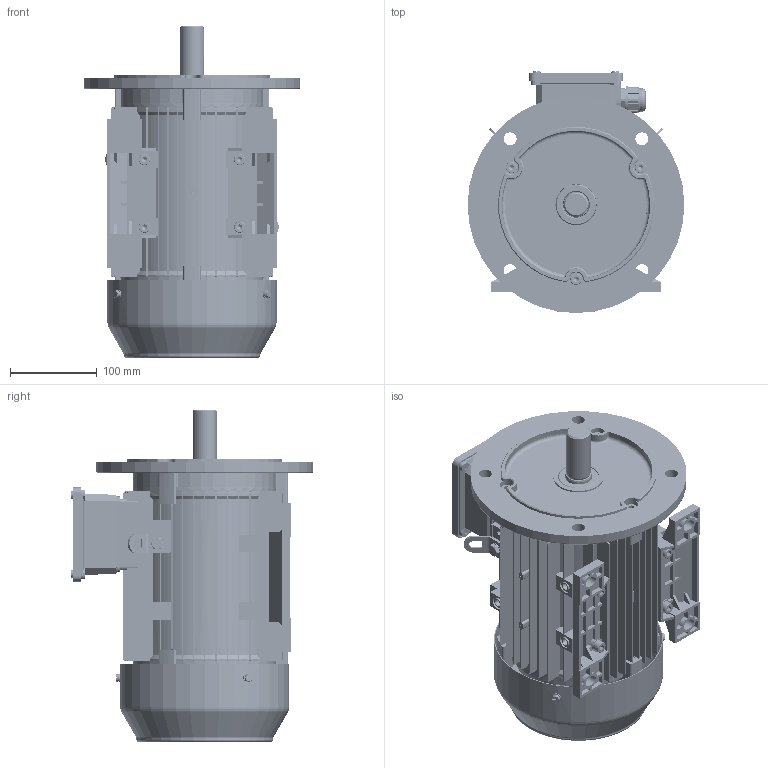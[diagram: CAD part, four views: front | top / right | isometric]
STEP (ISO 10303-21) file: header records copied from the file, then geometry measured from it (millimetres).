
FILE_DESCRIPTION(/* description */ (''),/* implementation_level */ '2;1');
FILE_NAME(/* name */ 'JL-100-B35.stp',/* time_stamp */ '2018-12-30T14:36:28+08:00',/* author */ (''),/* organization */ (''),/* preprocessor_version */ 'ST-DEVELOPER v16.7',/* originating_system */ 'SIEMENS PLM Software NX 12.0',/* authorisation */ '');
FILE_SCHEMA (('AP203_CONFIGURATION_CONTROLLED_3D_DESIGN_OF_MECHANICAL_PARTS_AND_ASSEMBLIES_MIM_LF { 1 0 10303 403 2 1 2}'));
Products named in the file (1): JL-100-B35
Bounding box: 250 x 279.5 x 383 mm (x, y, z)
Volume: 2119293.7 mm3; surface area: 1167445.9 mm2
Topology: 57 solids, 57 shells, 4931 faces, 13721 edges, 9064 vertices
Faces by surface type: plane 2886, cylinder 1548, torus 242, cone 198, bspline 41, sphere 16
Full cylindrical faces by diameter (mm): 2 x4, 4 x11, 4.48 x8, 4.8 x4, 5 x23, 5.3 x4, 5.8 x14, 7.188 x3, 8 x31, 8.58 x6, 9 x6, 9.1 x3, 10 x10, 11 x12, 12 x4, 13 x11, 14.785 x6, 15 x8, 16 x15, 17.188 x2, 20.312 x4, 23.438 x10, 24.219 x12, 25 x24, 25.781 x12, 26.562 x12, 26.953 x2, 27 x1, 27.2 x1, 28 x2
Entity records: 169286 total; most frequent: CARTESIAN_POINT 46391, ORIENTED_EDGE 25888, DIRECTION 24337, EDGE_CURVE 12944, VERTEX_POINT 8759, AXIS2_PLACEMENT_3D 8392, LINE 7553, VECTOR 7553
